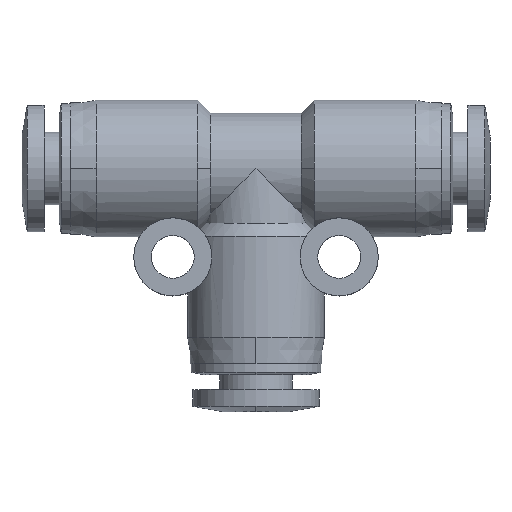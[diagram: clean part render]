
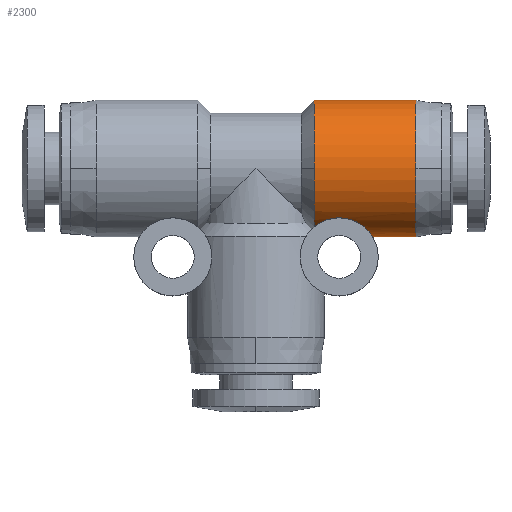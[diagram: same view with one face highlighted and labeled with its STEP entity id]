
A CAD part, top view. The second image highlights one B-rep face of the part: STEP entity #2300.
In plain terms, the highlighted cylindrical face has radius 5.25 mm (diameter 10.5 mm), a partial arc.
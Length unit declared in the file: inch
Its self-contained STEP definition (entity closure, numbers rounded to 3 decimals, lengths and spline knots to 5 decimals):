
#20 = CARTESIAN_POINT ( 'NONE',  ( 0.18055, -0.17355, 0.11239 ) ) ;
#39 = CARTESIAN_POINT ( 'NONE',  ( 0.24242, -0.14983, 0.14239 ) ) ;
#59 = CARTESIAN_POINT ( 'NONE',  ( 0.33566, -0.1843, 0.09374 ) ) ;
#74 = VERTEX_POINT ( 'NONE', #398 ) ;
#112 = CIRCLE ( 'NONE', #1298, 0.20669 ) ;
#122 = AXIS2_PLACEMENT_3D ( 'NONE', #2459, #2453, #2431 ) ;
#282 = EDGE_CURVE ( 'NONE', #4115, #4782, #1639, .T. ) ;
#325 = VERTEX_POINT ( 'NONE', #2204 ) ;
#398 = CARTESIAN_POINT ( 'NONE',  ( 0.48425, 0., 0.20669 ) ) ;
#471 = CARTESIAN_POINT ( 'NONE',  ( 0.26123, -0.1498, 0.14241 ) ) ;
#489 = CARTESIAN_POINT ( 'NONE',  ( 0.34231, -0.19158, 0.07781 ) ) ;
#538 = CIRCLE ( 'NONE', #898, 0.20669 ) ;
#645 = CARTESIAN_POINT ( 'NONE',  ( 0.33071, 0., 0. ) ) ;
#883 = CARTESIAN_POINT ( 'NONE',  ( 0.27941, -0.15268, 0.13934 ) ) ;
#894 = CARTESIAN_POINT ( 'NONE',  ( 0.34955, -0.20113, 0.04922 ) ) ;
#898 = AXIS2_PLACEMENT_3D ( 'NONE', #1749, #4615, #2143 ) ;
#947 = CIRCLE ( 'NONE', #5179, 0.20669 ) ;
#1177 = CARTESIAN_POINT ( 'NONE',  ( 0.17717, 0.20669, 0. ) ) ;
#1180 = EDGE_CURVE ( 'NONE', #2493, #3519, #2669, .T. ) ;
#1262 = CARTESIAN_POINT ( 'NONE',  ( 0.18431, -0.17078, 0.11652 ) ) ;
#1283 = CARTESIAN_POINT ( 'NONE',  ( 0.29631, -0.15809, 0.13318 ) ) ;
#1298 = AXIS2_PLACEMENT_3D ( 'NONE', #2101, #4986, #2511 ) ;
#1301 = CARTESIAN_POINT ( 'NONE',  ( 0.35309, -0.20669, 0.01239 ) ) ;
#1338 = EDGE_CURVE ( 'NONE', #3533, #325, #1919, .T. ) ;
#1448 = DIRECTION ( 'NONE',  ( 1., 0., 0. ) ) ;
#1523 = DIRECTION ( 'NONE',  ( 1., 0., 0. ) ) ;
#1639 = CIRCLE ( 'NONE', #122, 0.20669 ) ;
#1703 = ORIENTED_EDGE ( 'NONE', *, *, #1338, .T. ) ;
#1706 = CARTESIAN_POINT ( 'NONE',  ( 0.19738, -0.16283, 0.12736 ) ) ;
#1719 = CARTESIAN_POINT ( 'NONE',  ( 0.31112, -0.16534, 0.1241 ) ) ;
#1749 = CARTESIAN_POINT ( 'NONE',  ( 0.48425, 0., 0. ) ) ;
#1919 = LINE ( 'NONE', #4166, #2549 ) ;
#1961 = FACE_OUTER_BOUND ( 'NONE', #2068, .T. ) ;
#2068 = EDGE_LOOP ( 'NONE', ( #4104, #1703, #3861, #2134, #2795, #5027, #3595 ) ) ;
#2076 = DIRECTION ( 'NONE',  ( 1., 0., 0. ) ) ;
#2080 = CARTESIAN_POINT ( 'NONE',  ( 0.48425, 0.20669, 0. ) ) ;
#2096 = CARTESIAN_POINT ( 'NONE',  ( 0.21279, -0.15614, 0.13546 ) ) ;
#2101 = CARTESIAN_POINT ( 'NONE',  ( 0.48425, 0., 0. ) ) ;
#2115 = CARTESIAN_POINT ( 'NONE',  ( 0.32331, -0.17347, 0.11249 ) ) ;
#2123 = EDGE_CURVE ( 'NONE', #4782, #3533, #3831, .T. ) ;
#2134 = ORIENTED_EDGE ( 'NONE', *, *, #4206, .T. ) ;
#2143 = DIRECTION ( 'NONE',  ( 0., 1., 0. ) ) ;
#2204 = CARTESIAN_POINT ( 'NONE',  ( 0.48425, -0.20669, 0. ) ) ;
#2300 = ADVANCED_FACE ( 'NONE', ( #1961 ), #2531, .T. ) ;
#2431 = DIRECTION ( 'NONE',  ( 0., 1., 0. ) ) ;
#2453 = DIRECTION ( 'NONE',  ( 1., 0., 0. ) ) ;
#2459 = CARTESIAN_POINT ( 'NONE',  ( 0.17717, 0., 0. ) ) ;
#2493 = VERTEX_POINT ( 'NONE', #1177 ) ;
#2503 = CARTESIAN_POINT ( 'NONE',  ( 0.35309, -0.20669, 0. ) ) ;
#2507 = CARTESIAN_POINT ( 'NONE',  ( 0.23023, -0.15146, 0.14065 ) ) ;
#2511 = DIRECTION ( 'NONE',  ( 0., 1., 0. ) ) ;
#2522 = CARTESIAN_POINT ( 'NONE',  ( 0.333, -0.18169, 0.0987 ) ) ;
#2531 = CYLINDRICAL_SURFACE ( 'NONE', #5180, 0.20669 ) ;
#2549 = VECTOR ( 'NONE', #2914, 39.37008 ) ;
#2669 = LINE ( 'NONE', #2857, #2791 ) ;
#2791 = VECTOR ( 'NONE', #2076, 39.37008 ) ;
#2795 = ORIENTED_EDGE ( 'NONE', *, *, #1180, .F. ) ;
#2857 = CARTESIAN_POINT ( 'NONE',  ( 0.33071, 0.20669, 0. ) ) ;
#2903 = CARTESIAN_POINT ( 'NONE',  ( 0.24866, -0.14949, 0.14275 ) ) ;
#2914 = DIRECTION ( 'NONE',  ( 1., 0., 0. ) ) ;
#2920 = CARTESIAN_POINT ( 'NONE',  ( 0.34031, -0.18924, 0.08332 ) ) ;
#3005 = EDGE_CURVE ( 'NONE', #325, #74, #538, .T. ) ;
#3276 = CARTESIAN_POINT ( 'NONE',  ( 0.17717, 0., 0.20669 ) ) ;
#3328 = CARTESIAN_POINT ( 'NONE',  ( 0.26738, -0.15046, 0.14173 ) ) ;
#3344 = CARTESIAN_POINT ( 'NONE',  ( 0.34736, -0.19786, 0.06095 ) ) ;
#3519 = VERTEX_POINT ( 'NONE', #2080 ) ;
#3533 = VERTEX_POINT ( 'NONE', #2503 ) ;
#3595 = ORIENTED_EDGE ( 'NONE', *, *, #282, .T. ) ;
#3647 = CARTESIAN_POINT ( 'NONE',  ( 0.17717, -0.17631, 0.10787 ) ) ;
#3746 = CARTESIAN_POINT ( 'NONE',  ( 0.28532, -0.15426, 0.1376 ) ) ;
#3765 = CARTESIAN_POINT ( 'NONE',  ( 0.35244, -0.20556, 0.02487 ) ) ;
#3831 = B_SPLINE_CURVE_WITH_KNOTS ( 'NONE', 3,
 ( #3647, #20, #1262, #4139, #1706, #4562, #2096, #4983, #2507, #39, #2903, #471, #3328, #883, #3746, #1283, #4155, #1719, #4584, #2115, #4994, #2522, #59, #2920, #489, #3344, #894, #3765, #1301, #4172 ),
 .UNSPECIFIED., .F., .F.,
 ( 4, 2, 2, 2, 2, 2, 2, 2, 2, 2, 2, 2, 2, 2, 4 ),
 ( 0., 0.00047, 0.00095, 0.00142, 0.00189, 0.00237, 0.00284, 0.00332, 0.00379, 0.00426, 0.00474, 0.00521, 0.00568, 0.00663, 0.00758 ),
 .UNSPECIFIED. ) ;
#3861 = ORIENTED_EDGE ( 'NONE', *, *, #3005, .T. ) ;
#3942 = CARTESIAN_POINT ( 'NONE',  ( 0.17717, -0.17631, 0.10787 ) ) ;
#3983 = CARTESIAN_POINT ( 'NONE',  ( 0.17717, 0., 0. ) ) ;
#4016 = DIRECTION ( 'NONE',  ( 0., 1., 0. ) ) ;
#4104 = ORIENTED_EDGE ( 'NONE', *, *, #2123, .T. ) ;
#4115 = VERTEX_POINT ( 'NONE', #3276 ) ;
#4139 = CARTESIAN_POINT ( 'NONE',  ( 0.19269, -0.16544, 0.12399 ) ) ;
#4155 = CARTESIAN_POINT ( 'NONE',  ( 0.30151, -0.16036, 0.13047 ) ) ;
#4166 = CARTESIAN_POINT ( 'NONE',  ( 0.33071, -0.20669, 0. ) ) ;
#4172 = CARTESIAN_POINT ( 'NONE',  ( 0.35309, -0.20669, 0. ) ) ;
#4206 = EDGE_CURVE ( 'NONE', #74, #3519, #112, .T. ) ;
#4409 = DIRECTION ( 'NONE',  ( 0., 1., 0. ) ) ;
#4562 = CARTESIAN_POINT ( 'NONE',  ( 0.20744, -0.15818, 0.13309 ) ) ;
#4584 = CARTESIAN_POINT ( 'NONE',  ( 0.31545, -0.168, 0.1205 ) ) ;
#4615 = DIRECTION ( 'NONE',  ( -1., 0., 0. ) ) ;
#4782 = VERTEX_POINT ( 'NONE', #3942 ) ;
#4983 = CARTESIAN_POINT ( 'NONE',  ( 0.22417, -0.15277, 0.13925 ) ) ;
#4986 = DIRECTION ( 'NONE',  ( -1., 0., 0. ) ) ;
#4994 = CARTESIAN_POINT ( 'NONE',  ( 0.32684, -0.17628, 0.10806 ) ) ;
#5027 = ORIENTED_EDGE ( 'NONE', *, *, #5285, .T. ) ;
#5179 = AXIS2_PLACEMENT_3D ( 'NONE', #3983, #1523, #4409 ) ;
#5180 = AXIS2_PLACEMENT_3D ( 'NONE', #645, #1448, #4016 ) ;
#5285 = EDGE_CURVE ( 'NONE', #2493, #4115, #947, .T. ) ;
